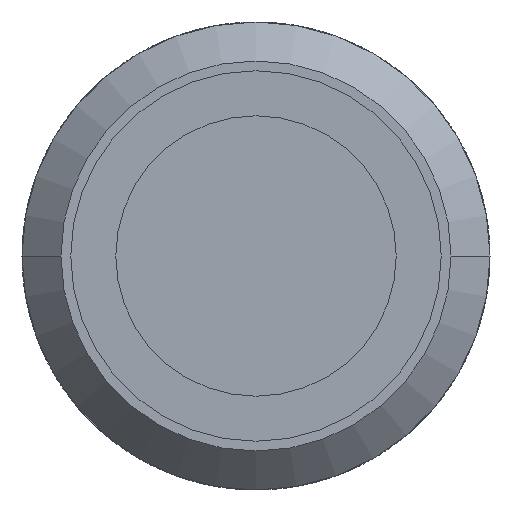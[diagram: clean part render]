
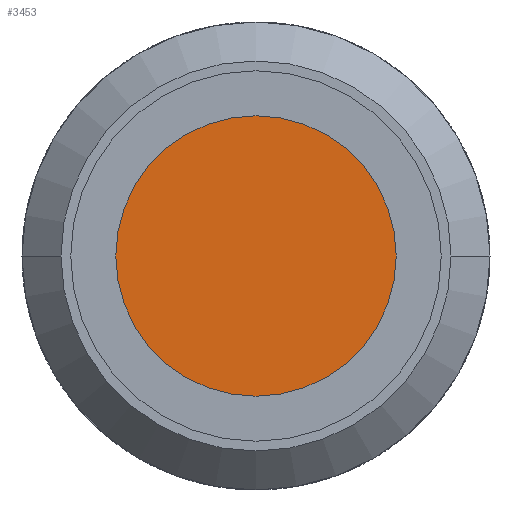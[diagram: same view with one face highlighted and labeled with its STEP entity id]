
A CAD part, left-side view. The second image highlights one B-rep face of the part: STEP entity #3453.
In plain terms, the highlighted planar face has unit normal (-1, 0, 0).
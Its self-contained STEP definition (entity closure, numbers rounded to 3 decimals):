
#340=PLANE('',#7377);
#694=FACE_OUTER_BOUND('',#1060,.F.);
#1060=EDGE_LOOP('',(#3079,#3080));
#3079=ORIENTED_EDGE('',*,*,#6064,.F.);
#3080=ORIENTED_EDGE('',*,*,#6062,.F.);
#3453=ADVANCED_FACE('',(#694),#340,.T.);
#5048=CIRCLE('',#7021,3.595);
#5050=CIRCLE('',#7023,3.595);
#6062=EDGE_CURVE('',#6083,#6084,#5048,.T.);
#6064=EDGE_CURVE('',#6084,#6083,#5050,.T.);
#6083=VERTEX_POINT('',#9134);
#6084=VERTEX_POINT('',#9135);
#7021=AXIS2_PLACEMENT_3D('',#12635,#8392,#8393);
#7023=AXIS2_PLACEMENT_3D('',#12637,#8396,#8397);
#7377=AXIS2_PLACEMENT_3D('',#18923,#9108,#9109);
#8392=DIRECTION('',(-1.,0.,0.));
#8393=DIRECTION('',(0.,1.,0.));
#8396=DIRECTION('',(-1.,0.,0.));
#8397=DIRECTION('',(0.,-1.,0.));
#9108=DIRECTION('',(-1.,0.,0.));
#9109=DIRECTION('',(0.,0.,1.));
#9134=CARTESIAN_POINT('',(-11.996,10.095,6.));
#9135=CARTESIAN_POINT('',(-11.996,2.905,6.));
#12635=CARTESIAN_POINT('',(-11.996,6.5,6.));
#12637=CARTESIAN_POINT('',(-11.996,6.5,6.));
#18923=CARTESIAN_POINT('',(-11.996,0.5,0.));
